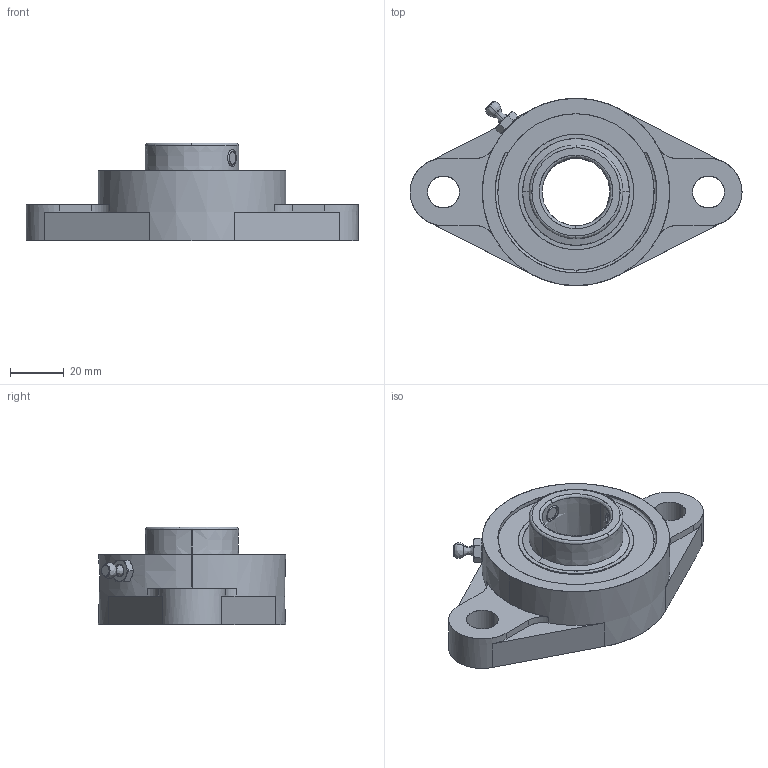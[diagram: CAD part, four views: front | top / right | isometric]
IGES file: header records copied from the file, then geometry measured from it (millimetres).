
Start section: SolidWorks IGES file using analytic representation for surfaces
Global section: file name: SFDEFAU1017193908461.igs; native system: SolidWorks 2006 by SolidWorks Corporation; preprocessor: SolidWorks 2006 by SolidWorks Corporation; author: partstream; date: 051017.193903; units: millimetre
Bounding box: 123.83 x 69.85 x 36.51 mm (x, y, z)
Surface area: 24000.7 mm2 (no closed solid volume)
Topology: 0 solids, 0 shells, 122 faces, 2323 edges, 2333 vertices
Faces by surface type: bspline 65, revolution 57
